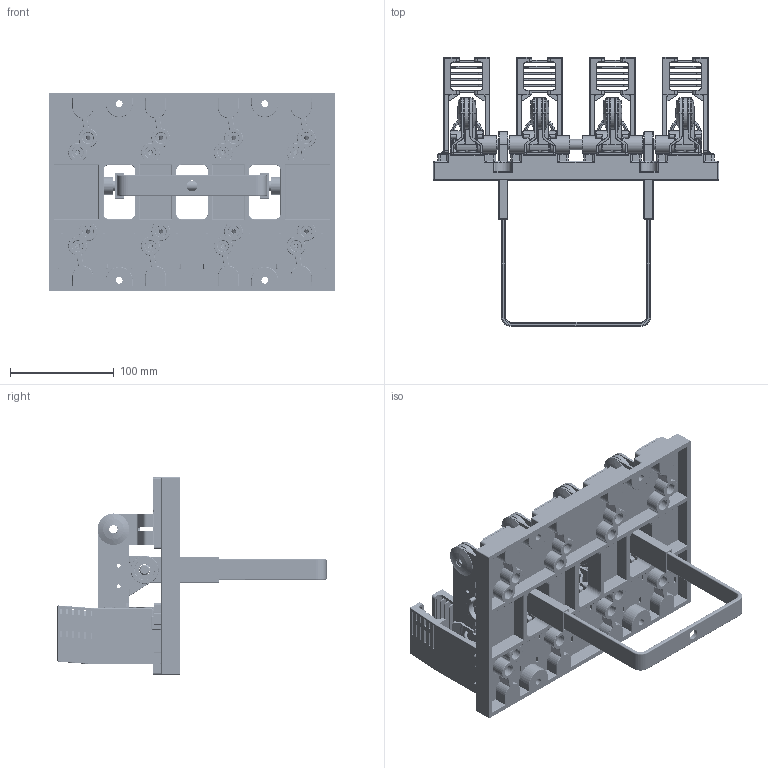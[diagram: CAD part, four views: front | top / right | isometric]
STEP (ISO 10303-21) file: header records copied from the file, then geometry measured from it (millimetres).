
FILE_DESCRIPTION((''),'2;1');
FILE_NAME('ASM0001_ASM','2024-06-11T',('Administrator'),(''),'PRO/ENGINEER BY PARAMETRIC TECHNOLOGY CORPORATION, 2009440','PRO/ENGINEER BY PARAMETRIC TECHNOLOGY CORPORATION, 2009440','');
FILE_SCHEMA(('CONFIG_CONTROL_DESIGN'));
Products named in the file (15): DIBAN; HOUCHUTOU; QIANCHUTOU; CHUTOU; KAHUANG; JUEYUANJIAN; ZHOU10; JUANYUANTAO; LAGAN; PANXINGTANHANG; GEHUBAN; MIEHUPIAN; MIEHUSHI_ASM; ZHUTAO; ASM0001_ASM
Assembly tree (55 placements, depth 3):
  ASM0001_ASM
    DIBAN
    HOUCHUTOU  x4
    QIANCHUTOU  x4
    CHUTOU  x4
    KAHUANG  x8
    JUEYUANJIAN  x4
    ZHOU10
    JUANYUANTAO  x2
    LAGAN
    PANXINGTANHANG  x8
    MIEHUSHI_ASM  x5
      GEHUBAN
      MIEHUPIAN
    ZHUTAO  x6
Bounding box: 275 x 258.8 x 190 mm (x, y, z)
Volume: 1098752.1 mm3; surface area: 679800.5 mm2
Topology: 83 solids, 83 shells, 5349 faces, 14355 edges, 9100 vertices
Faces by surface type: plane 2720, cylinder 1777, torus 512, sphere 150, bspline 118, cone 68, extrusion 4
Entity records: 69449 total; most frequent: CARTESIAN_POINT 14040, DIRECTION 11854, ORIENTED_EDGE 11354, EDGE_CURVE 5677, AXIS2_PLACEMENT_3D 4215, VERTEX_POINT 3520, VECTOR 3424, LINE 3420
